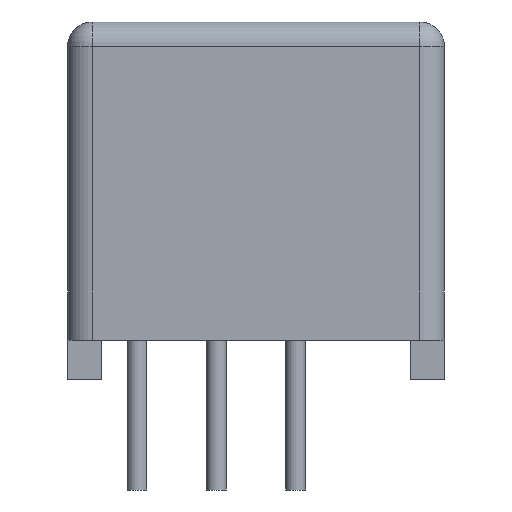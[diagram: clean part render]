
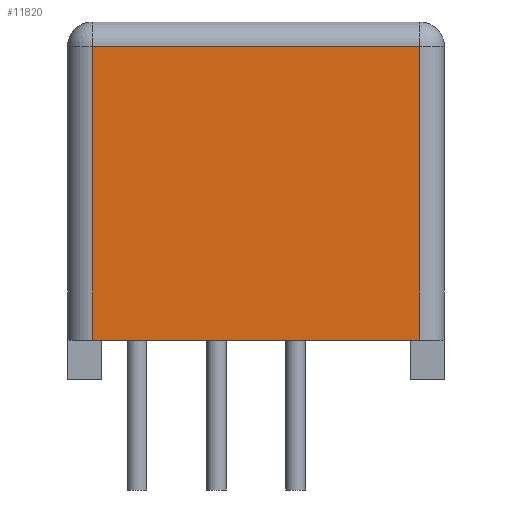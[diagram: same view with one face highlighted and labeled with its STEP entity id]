
A CAD part, left-side view. The second image highlights one B-rep face of the part: STEP entity #11820.
In plain terms, the highlighted planar face has unit normal (-1, 0, 0).
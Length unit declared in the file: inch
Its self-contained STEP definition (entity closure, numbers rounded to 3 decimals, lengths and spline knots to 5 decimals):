
#11516=CARTESIAN_POINT('',(-0.5885,0.2065,0.1695));
#11517=VERTEX_POINT('',#11516);
#11580=CARTESIAN_POINT('',(-0.5885,-0.2065,0.1695));
#11581=VERTEX_POINT('',#11580);
#11633=CARTESIAN_POINT('',(-0.5885,0.2065,0.1695));
#11634=DIRECTION('',(0.0,-1.0,0.0));
#11635=VECTOR('',#11634,0.413);
#11636=LINE('',#11633,#11635);
#11637=EDGE_CURVE('',#11517,#11581,#11636,.T.);
#11647=CARTESIAN_POINT('',(-0.5885,-0.2065,-0.2005));
#11648=VERTEX_POINT('',#11647);
#11665=CARTESIAN_POINT('',(-0.5885,-0.2065,0.1695));
#11666=DIRECTION('',(0.0,0.0,-1.0));
#11667=VECTOR('',#11666,0.37);
#11668=LINE('',#11665,#11667);
#11669=EDGE_CURVE('',#11581,#11648,#11668,.T.);
#11747=CARTESIAN_POINT('',(-0.5885,0.2065,-0.2005));
#11748=VERTEX_POINT('',#11747);
#11756=CARTESIAN_POINT('',(-0.5885,0.2065,-0.2005));
#11757=DIRECTION('',(0.0,0.0,1.0));
#11758=VECTOR('',#11757,0.37);
#11759=LINE('',#11756,#11758);
#11760=EDGE_CURVE('',#11748,#11517,#11759,.T.);
#11804=CARTESIAN_POINT('',(-0.5885,0.0,0.2005));
#11805=DIRECTION('',(-1.0,0.0,0.0));
#11806=DIRECTION('',(0.0,0.0,1.0));
#11807=AXIS2_PLACEMENT_3D('',#11804,#11805,#11806);
#11808=PLANE('',#11807);
#11809=ORIENTED_EDGE('',*,*,#11669,.F.);
#11810=ORIENTED_EDGE('',*,*,#11637,.F.);
#11811=ORIENTED_EDGE('',*,*,#11760,.F.);
#11812=CARTESIAN_POINT('',(-0.5885,0.2065,-0.2005));
#11813=DIRECTION('',(0.0,-1.0,0.0));
#11814=VECTOR('',#11813,0.413);
#11815=LINE('',#11812,#11814);
#11816=EDGE_CURVE('',#11748,#11648,#11815,.T.);
#11817=ORIENTED_EDGE('',*,*,#11816,.T.);
#11818=EDGE_LOOP('',(#11809,#11810,#11811,#11817));
#11819=FACE_OUTER_BOUND('',#11818,.T.);
#11820=ADVANCED_FACE('',(#11819),#11808,.T.);
